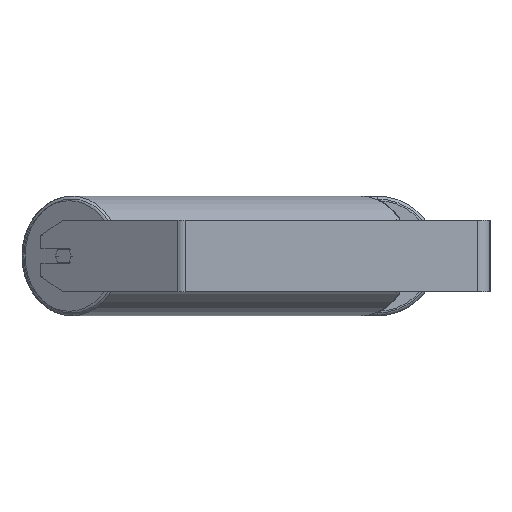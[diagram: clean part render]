
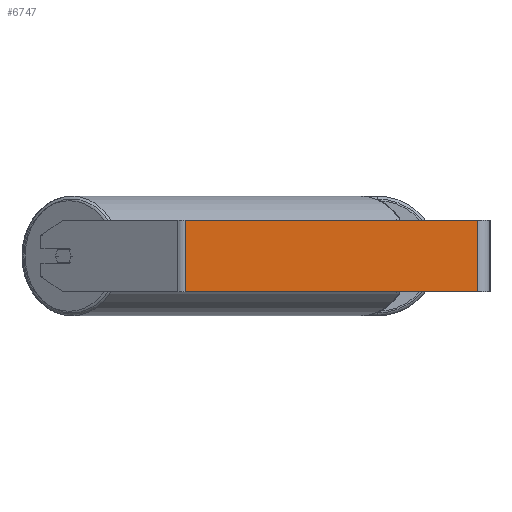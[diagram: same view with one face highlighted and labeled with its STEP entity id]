
A CAD part, left-side view. The second image highlights one B-rep face of the part: STEP entity #6747.
In plain terms, the highlighted planar face has unit normal (-1, 0, 0).
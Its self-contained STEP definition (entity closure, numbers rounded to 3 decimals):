
#101 = CARTESIAN_POINT ( 'NONE',  ( -900., 343.121, -40. ) ) ;
#256 = CARTESIAN_POINT ( 'NONE',  ( -900., 338.706, 40. ) ) ;
#410 = DIRECTION ( 'NONE',  ( 0., -1., 0. ) ) ;
#909 = VECTOR ( 'NONE', #410, 1000. ) ;
#1269 = PLANE ( 'NONE',  #6989 ) ;
#1432 = LINE ( 'NONE', #4127, #909 ) ;
#1433 = EDGE_LOOP ( 'NONE', ( #8048, #4751, #3522, #8753 ) ) ;
#1521 = CARTESIAN_POINT ( 'NONE',  ( -900., 14., 40. ) ) ;
#1563 = LINE ( 'NONE', #1521, #3214 ) ;
#2018 = DIRECTION ( 'NONE',  ( 0., 0., -1. ) ) ;
#2796 = LINE ( 'NONE', #101, #5716 ) ;
#3084 = LINE ( 'NONE', #256, #5565 ) ;
#3214 = VECTOR ( 'NONE', #6907, 1000. ) ;
#3246 = CARTESIAN_POINT ( 'NONE',  ( -900., 14., 40. ) ) ;
#3409 = VERTEX_POINT ( 'NONE', #3246 ) ;
#3481 = FACE_OUTER_BOUND ( 'NONE', #1433, .T. ) ;
#3522 = ORIENTED_EDGE ( 'NONE', *, *, #4638, .F. ) ;
#3535 = CARTESIAN_POINT ( 'NONE',  ( -900., 338.706, -40. ) ) ;
#3705 = DIRECTION ( 'NONE',  ( 0., 0., -1. ) ) ;
#3876 = VERTEX_POINT ( 'NONE', #3535 ) ;
#4111 = EDGE_CURVE ( 'NONE', #7814, #3876, #3084, .T. ) ;
#4127 = CARTESIAN_POINT ( 'NONE',  ( -900., 343.121, 40. ) ) ;
#4638 = EDGE_CURVE ( 'NONE', #7814, #3409, #1432, .T. ) ;
#4751 = ORIENTED_EDGE ( 'NONE', *, *, #7278, .F. ) ;
#4802 = EDGE_CURVE ( 'NONE', #3876, #7953, #2796, .T. ) ;
#5342 = CARTESIAN_POINT ( 'NONE',  ( -900., 343.121, 40. ) ) ;
#5498 = DIRECTION ( 'NONE',  ( 0., -1., 0. ) ) ;
#5565 = VECTOR ( 'NONE', #3705, 1000. ) ;
#5716 = VECTOR ( 'NONE', #5498, 1000. ) ;
#6747 = ADVANCED_FACE ( 'NONE', ( #3481 ), #1269, .F. ) ;
#6907 = DIRECTION ( 'NONE',  ( 0., 0., -1. ) ) ;
#6989 = AXIS2_PLACEMENT_3D ( 'NONE', #5342, #8030, #2018 ) ;
#7278 = EDGE_CURVE ( 'NONE', #3409, #7953, #1563, .T. ) ;
#7665 = CARTESIAN_POINT ( 'NONE',  ( -900., 14., -40. ) ) ;
#7814 = VERTEX_POINT ( 'NONE', #8582 ) ;
#7953 = VERTEX_POINT ( 'NONE', #7665 ) ;
#8030 = DIRECTION ( 'NONE',  ( 1., 0., 0. ) ) ;
#8048 = ORIENTED_EDGE ( 'NONE', *, *, #4802, .T. ) ;
#8582 = CARTESIAN_POINT ( 'NONE',  ( -900., 338.706, 40. ) ) ;
#8753 = ORIENTED_EDGE ( 'NONE', *, *, #4111, .T. ) ;
